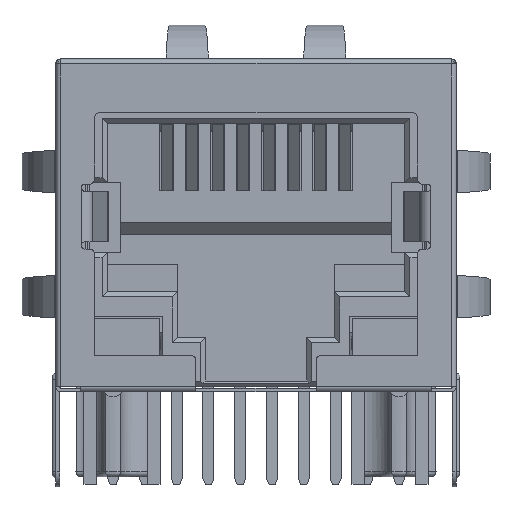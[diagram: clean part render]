
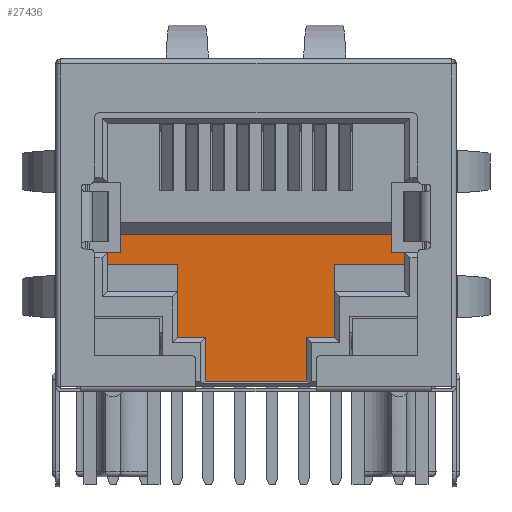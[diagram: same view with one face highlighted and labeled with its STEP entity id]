
A CAD part, front view. The second image highlights one B-rep face of the part: STEP entity #27436.
In plain terms, the highlighted planar face has unit normal (0, -1, 0).
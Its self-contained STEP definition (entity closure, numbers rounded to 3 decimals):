
#2886=ORIENTED_EDGE('',*,*,#10298,.F.);
#2887=ORIENTED_EDGE('',*,*,#10193,.T.);
#2888=ORIENTED_EDGE('',*,*,#10231,.F.);
#2889=ORIENTED_EDGE('',*,*,#10148,.F.);
#2890=ORIENTED_EDGE('',*,*,#10197,.F.);
#2891=ORIENTED_EDGE('',*,*,#10229,.F.);
#2892=ORIENTED_EDGE('',*,*,#10399,.T.);
#2893=ORIENTED_EDGE('',*,*,#10227,.T.);
#2894=ORIENTED_EDGE('',*,*,#10215,.F.);
#2895=ORIENTED_EDGE('',*,*,#10140,.T.);
#2896=ORIENTED_EDGE('',*,*,#10233,.T.);
#2897=ORIENTED_EDGE('',*,*,#10222,.T.);
#2898=ORIENTED_EDGE('',*,*,#10294,.T.);
#2899=ORIENTED_EDGE('',*,*,#10297,.T.);
#2900=ORIENTED_EDGE('',*,*,#9678,.T.);
#2901=ORIENTED_EDGE('',*,*,#10128,.T.);
#2902=ORIENTED_EDGE('',*,*,#10183,.T.);
#2903=ORIENTED_EDGE('',*,*,#10185,.T.);
#2904=ORIENTED_EDGE('',*,*,#9642,.T.);
#2905=ORIENTED_EDGE('',*,*,#10300,.F.);
#9642=EDGE_CURVE('',#13768,#13769,#16447,.T.);
#9678=EDGE_CURVE('',#13805,#13804,#16483,.T.);
#10128=EDGE_CURVE('',#13804,#14182,#16885,.T.);
#10140=EDGE_CURVE('',#14189,#14188,#16897,.T.);
#10148=EDGE_CURVE('',#14195,#14196,#16905,.T.);
#10183=EDGE_CURVE('',#14182,#14212,#16940,.T.);
#10185=EDGE_CURVE('',#14212,#13768,#16942,.T.);
#10193=EDGE_CURVE('',#14213,#14217,#16950,.T.);
#10197=EDGE_CURVE('',#14218,#14195,#16954,.T.);
#10215=EDGE_CURVE('',#14189,#14227,#16972,.T.);
#10222=EDGE_CURVE('',#14230,#14229,#16979,.T.);
#10227=EDGE_CURVE('',#14232,#14227,#16984,.T.);
#10229=EDGE_CURVE('',#14233,#14218,#16986,.T.);
#10231=EDGE_CURVE('',#14196,#14217,#16988,.T.);
#10233=EDGE_CURVE('',#14188,#14230,#16990,.T.);
#10294=EDGE_CURVE('',#14229,#14241,#17051,.T.);
#10297=EDGE_CURVE('',#14241,#13805,#17054,.T.);
#10298=EDGE_CURVE('',#14213,#14242,#17055,.T.);
#10300=EDGE_CURVE('',#14242,#13769,#17057,.T.);
#10399=EDGE_CURVE('',#14233,#14232,#17128,.T.);
#13768=VERTEX_POINT('',#42293);
#13769=VERTEX_POINT('',#42294);
#13804=VERTEX_POINT('',#42364);
#13805=VERTEX_POINT('',#42366);
#14182=VERTEX_POINT('',#43297);
#14188=VERTEX_POINT('',#43317);
#14189=VERTEX_POINT('',#43319);
#14195=VERTEX_POINT('',#43335);
#14196=VERTEX_POINT('',#43336);
#14212=VERTEX_POINT('',#43404);
#14213=VERTEX_POINT('',#43412);
#14217=VERTEX_POINT('',#43421);
#14218=VERTEX_POINT('',#43428);
#14227=VERTEX_POINT('',#43461);
#14229=VERTEX_POINT('',#43470);
#14230=VERTEX_POINT('',#43472);
#14232=VERTEX_POINT('',#43478);
#14233=VERTEX_POINT('',#43483);
#14241=VERTEX_POINT('',#43603);
#14242=VERTEX_POINT('',#43611);
#16447=LINE('',#42292,#19667);
#16483=LINE('',#42365,#19703);
#16885=LINE('',#43298,#20105);
#16897=LINE('',#43318,#20117);
#16905=LINE('',#43334,#20125);
#16940=LINE('',#43405,#20160);
#16942=LINE('',#43408,#20162);
#16950=LINE('',#43422,#20170);
#16954=LINE('',#43429,#20174);
#16972=LINE('',#43460,#20192);
#16979=LINE('',#43471,#20199);
#16984=LINE('',#43480,#20204);
#16986=LINE('',#43484,#20206);
#16988=LINE('',#43487,#20208);
#16990=LINE('',#43491,#20210);
#17051=LINE('',#43602,#20271);
#17054=LINE('',#43608,#20274);
#17055=LINE('',#43610,#20275);
#17057=LINE('',#43614,#20277);
#17128=LINE('',#43893,#20348);
#19667=VECTOR('',#35256,1000.);
#19703=VECTOR('',#35292,1000.);
#20105=VECTOR('',#35920,1000.);
#20117=VECTOR('',#35936,1000.);
#20125=VECTOR('',#35948,1000.);
#20160=VECTOR('',#36019,1000.);
#20162=VECTOR('',#36023,1000.);
#20170=VECTOR('',#36033,1000.);
#20174=VECTOR('',#36041,1000.);
#20192=VECTOR('',#36069,1000.);
#20199=VECTOR('',#36078,1000.);
#20204=VECTOR('',#36085,1000.);
#20206=VECTOR('',#36089,1000.);
#20208=VECTOR('',#36093,1000.);
#20210=VECTOR('',#36099,1000.);
#20271=VECTOR('',#36246,1000.);
#20274=VECTOR('',#36253,1000.);
#20275=VECTOR('',#36256,1000.);
#20277=VECTOR('',#36260,1000.);
#20348=VECTOR('',#36555,1000.);
#23153=EDGE_LOOP('',(#2886,#2887,#2888,#2889,#2890,#2891,#2892,#2893,#2894,
#2895,#2896,#2897,#2898,#2899,#2900,#2901,#2902,#2903,#2904,#2905));
#24708=FACE_BOUND('',#23153,.T.);
#26223=PLANE('',#33654);
#27436=ADVANCED_FACE('',(#24708),#26223,.F.);
#33654=AXIS2_PLACEMENT_3D('',#43894,#36556,#36557);
#35256=DIRECTION('',(-1.,0.,0.));
#35292=DIRECTION('',(-1.,0.,0.));
#35920=DIRECTION('',(0.,0.,-1.));
#35936=DIRECTION('',(0.,0.,-1.));
#35948=DIRECTION('',(0.,0.,-1.));
#36019=DIRECTION('',(1.,0.,0.));
#36023=DIRECTION('',(0.,0.,1.));
#36033=DIRECTION('',(0.,0.,1.));
#36041=DIRECTION('',(1.,0.,0.));
#36069=DIRECTION('',(1.,0.,0.));
#36078=DIRECTION('',(0.,0.,-1.));
#36085=DIRECTION('',(0.,0.,-1.));
#36089=DIRECTION('',(0.,0.,-1.));
#36093=DIRECTION('',(-1.,0.,0.));
#36099=DIRECTION('',(1.,0.,0.));
#36246=DIRECTION('',(1.,0.,0.));
#36253=DIRECTION('',(0.,0.,-1.));
#36256=DIRECTION('',(-1.,0.,0.));
#36260=DIRECTION('',(0.,0.,-1.));
#36555=DIRECTION('',(-1.,0.,0.));
#36556=DIRECTION('',(0.,1.,0.));
#36557=DIRECTION('',(0.,0.,1.));
#42292=CARTESIAN_POINT('',(2.03,0.911,-5.8));
#42293=CARTESIAN_POINT('',(2.03,0.911,-5.8));
#42294=CARTESIAN_POINT('',(2.025,0.911,-5.8));
#42364=CARTESIAN_POINT('',(-2.03,0.911,-5.8));
#42365=CARTESIAN_POINT('',(2.03,0.911,-5.8));
#42366=CARTESIAN_POINT('',(-2.025,0.911,-5.8));
#43297=CARTESIAN_POINT('',(-2.03,0.911,-6.17));
#43298=CARTESIAN_POINT('',(-2.03,0.911,-5.8));
#43317=CARTESIAN_POINT('',(-5.95,0.911,-1.53));
#43318=CARTESIAN_POINT('',(-5.95,0.911,-0.31));
#43319=CARTESIAN_POINT('',(-5.95,0.911,-1.04));
#43334=CARTESIAN_POINT('',(5.95,0.911,-0.31));
#43335=CARTESIAN_POINT('',(5.95,0.911,-1.04));
#43336=CARTESIAN_POINT('',(5.95,0.911,-1.53));
#43404=CARTESIAN_POINT('',(2.03,0.911,-6.17));
#43405=CARTESIAN_POINT('',(-2.03,0.911,-6.17));
#43408=CARTESIAN_POINT('',(2.03,0.911,-6.17));
#43412=CARTESIAN_POINT('',(3.15,0.911,-4.42));
#43421=CARTESIAN_POINT('',(3.15,0.911,-1.53));
#43422=CARTESIAN_POINT('',(3.15,0.911,-4.42));
#43428=CARTESIAN_POINT('',(5.425,0.911,-1.04));
#43429=CARTESIAN_POINT('',(5.95,0.911,-1.04));
#43460=CARTESIAN_POINT('',(-6.725,0.911,-1.04));
#43461=CARTESIAN_POINT('',(-5.425,0.911,-1.04));
#43470=CARTESIAN_POINT('',(-3.15,0.911,-4.42));
#43471=CARTESIAN_POINT('',(-3.15,0.911,-1.53));
#43472=CARTESIAN_POINT('',(-3.15,0.911,-1.53));
#43478=CARTESIAN_POINT('',(-5.425,0.911,-0.31));
#43480=CARTESIAN_POINT('',(-5.425,0.911,1.76));
#43483=CARTESIAN_POINT('',(5.425,0.911,-0.31));
#43484=CARTESIAN_POINT('',(5.425,0.911,1.76));
#43487=CARTESIAN_POINT('',(5.95,0.911,-1.53));
#43491=CARTESIAN_POINT('',(-5.95,0.911,-1.53));
#43602=CARTESIAN_POINT('',(-2.025,0.911,-4.42));
#43603=CARTESIAN_POINT('',(-2.025,0.911,-4.42));
#43608=CARTESIAN_POINT('',(-2.025,0.911,-5.8));
#43610=CARTESIAN_POINT('',(2.025,0.911,-4.42));
#43611=CARTESIAN_POINT('',(2.025,0.911,-4.42));
#43614=CARTESIAN_POINT('',(2.025,0.911,-5.8));
#43893=CARTESIAN_POINT('',(5.95,0.911,-0.31));
#43894=CARTESIAN_POINT('',(5.95,0.911,-0.31));
